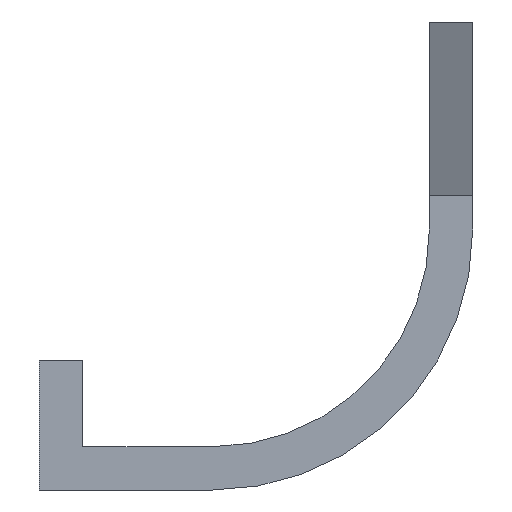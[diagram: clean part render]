
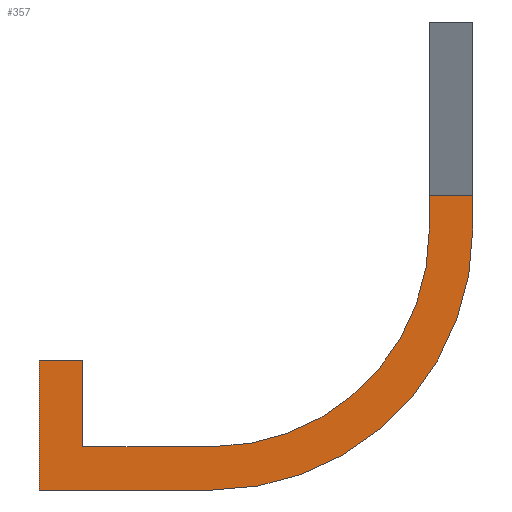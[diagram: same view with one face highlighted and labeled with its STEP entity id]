
A CAD part, left-side view. The second image highlights one B-rep face of the part: STEP entity #357.
In plain terms, the highlighted planar face has unit normal (-1, 0, 0).
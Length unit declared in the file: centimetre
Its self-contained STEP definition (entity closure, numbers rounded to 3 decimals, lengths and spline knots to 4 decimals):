
#28=PLANE('',#384);
#47=FACE_OUTER_BOUND('',#69,.T.);
#69=EDGE_LOOP('',(#298,#299,#300,#301,#302,#303,#304,#305,#306,#307));
#86=LINE('',#510,#128);
#97=LINE('',#536,#139);
#99=LINE('',#545,#141);
#101=LINE('',#549,#143);
#103=LINE('',#553,#145);
#104=LINE('',#555,#146);
#105=LINE('',#558,#147);
#106=LINE('',#559,#148);
#128=VECTOR('',#411,1.);
#139=VECTOR('',#432,1.);
#141=VECTOR('',#442,1.);
#143=VECTOR('',#446,1.);
#145=VECTOR('',#450,1.);
#146=VECTOR('',#453,1.);
#147=VECTOR('',#456,1.);
#148=VECTOR('',#457,1.);
#162=CIRCLE('',#369,3.);
#165=CIRCLE('',#375,2.5);
#168=VERTEX_POINT('',#489);
#169=VERTEX_POINT('',#490);
#177=VERTEX_POINT('',#508);
#185=VERTEX_POINT('',#528);
#186=VERTEX_POINT('',#530);
#187=VERTEX_POINT('',#534);
#190=VERTEX_POINT('',#543);
#191=VERTEX_POINT('',#547);
#192=VERTEX_POINT('',#551);
#193=VERTEX_POINT('',#557);
#200=EDGE_CURVE('',#168,#169,#162,.T.);
#210=EDGE_CURVE('',#177,#168,#86,.F.);
#220=EDGE_CURVE('',#185,#186,#165,.T.);
#223=EDGE_CURVE('',#185,#187,#97,.F.);
#227=EDGE_CURVE('',#187,#190,#99,.T.);
#229=EDGE_CURVE('',#191,#190,#101,.T.);
#231=EDGE_CURVE('',#192,#191,#103,.T.);
#232=EDGE_CURVE('',#169,#192,#104,.T.);
#233=EDGE_CURVE('',#177,#193,#105,.F.);
#234=EDGE_CURVE('',#193,#186,#106,.F.);
#298=ORIENTED_EDGE('',*,*,#200,.F.);
#299=ORIENTED_EDGE('',*,*,#210,.F.);
#300=ORIENTED_EDGE('',*,*,#233,.T.);
#301=ORIENTED_EDGE('',*,*,#234,.T.);
#302=ORIENTED_EDGE('',*,*,#220,.F.);
#303=ORIENTED_EDGE('',*,*,#223,.T.);
#304=ORIENTED_EDGE('',*,*,#227,.T.);
#305=ORIENTED_EDGE('',*,*,#229,.F.);
#306=ORIENTED_EDGE('',*,*,#231,.F.);
#307=ORIENTED_EDGE('',*,*,#232,.F.);
#357=ADVANCED_FACE('',(#47),#28,.T.);
#369=AXIS2_PLACEMENT_3D('',#491,#397,#398);
#375=AXIS2_PLACEMENT_3D('',#531,#426,#427);
#384=AXIS2_PLACEMENT_3D('',#556,#454,#455);
#397=DIRECTION('center_axis',(1.,0.,0.));
#398=DIRECTION('ref_axis',(0.,-0.707,-0.707));
#411=DIRECTION('',(0.,0.,1.));
#426=DIRECTION('center_axis',(-1.,0.,0.));
#427=DIRECTION('ref_axis',(0.,-0.707,-0.707));
#432=DIRECTION('',(0.,-1.,0.));
#442=DIRECTION('',(0.,0.,1.));
#446=DIRECTION('',(0.,-1.,0.));
#450=DIRECTION('',(0.,0.,1.));
#453=DIRECTION('',(0.,1.,0.));
#454=DIRECTION('center_axis',(-1.,0.,0.));
#455=DIRECTION('ref_axis',(0.,1.,0.));
#456=DIRECTION('',(0.,-1.,0.));
#457=DIRECTION('',(0.,0.,1.));
#489=CARTESIAN_POINT('',(2.4,0.,-5.4));
#490=CARTESIAN_POINT('',(2.4,3.,-8.4));
#491=CARTESIAN_POINT('Origin',(2.4,3.,-5.4));
#508=CARTESIAN_POINT('',(2.4,0.,-5.));
#510=CARTESIAN_POINT('',(2.4,0.,-3.75));
#528=CARTESIAN_POINT('',(2.4,3.,-7.9));
#530=CARTESIAN_POINT('',(2.4,0.5,-5.4));
#531=CARTESIAN_POINT('Origin',(2.4,3.,-5.4));
#534=CARTESIAN_POINT('',(2.4,4.5,-7.9));
#536=CARTESIAN_POINT('',(2.4,0.25,-7.9));
#543=CARTESIAN_POINT('',(2.4,4.5,-6.9));
#545=CARTESIAN_POINT('',(2.4,4.5,-7.9));
#547=CARTESIAN_POINT('',(2.4,5.,-6.9));
#549=CARTESIAN_POINT('',(2.4,4.5,-6.9));
#551=CARTESIAN_POINT('',(2.4,5.,-8.4));
#553=CARTESIAN_POINT('',(2.4,5.,-6.35));
#555=CARTESIAN_POINT('',(2.4,0.1625,-8.4));
#556=CARTESIAN_POINT('Origin',(2.4,0.,-5.));
#557=CARTESIAN_POINT('',(2.4,0.5,-5.));
#558=CARTESIAN_POINT('',(2.4,0.1625,-5.));
#559=CARTESIAN_POINT('',(2.4,0.5,-5.));
